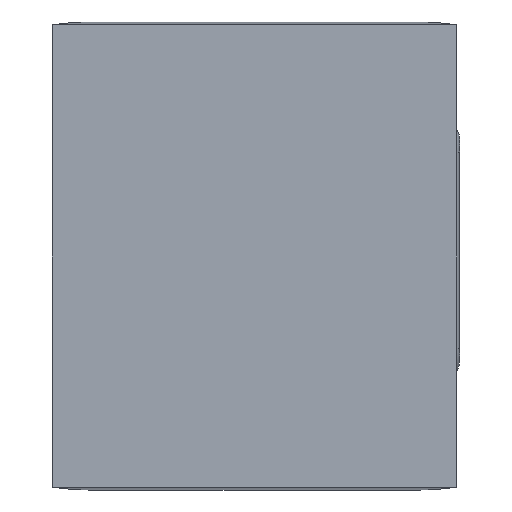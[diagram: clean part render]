
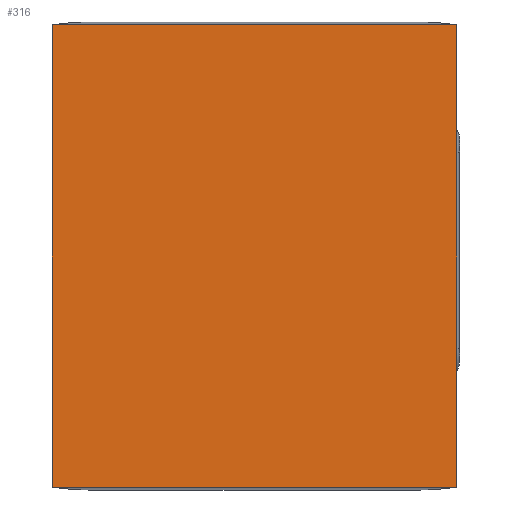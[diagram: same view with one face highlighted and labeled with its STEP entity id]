
A CAD part, left-side view. The second image highlights one B-rep face of the part: STEP entity #316.
In plain terms, the highlighted planar face has unit normal (-1, 0, 0).
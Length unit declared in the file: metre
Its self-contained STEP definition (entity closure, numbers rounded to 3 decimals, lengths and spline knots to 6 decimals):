
#316=ADVANCED_FACE('0:126',(#627),#628,.T.);
#627=FACE_OUTER_BOUND('',#950,.T.);
#628=PLANE('',#951);
#950=EDGE_LOOP('',(#1502,#1503,#1504,#1505));
#951=AXIS2_PLACEMENT_3D('',#1506,#1507,#1508);
#1502=ORIENTED_EDGE('',*,*,#2121,.T.);
#1503=ORIENTED_EDGE('',*,*,#2078,.T.);
#1504=ORIENTED_EDGE('',*,*,#2122,.F.);
#1505=ORIENTED_EDGE('',*,*,#2073,.T.);
#1506=CARTESIAN_POINT('',(-0.071433,0.003986,-0.000014));
#1507=DIRECTION('',(-1.0,0.0,0.0));
#1508=DIRECTION('',(0.0,0.0,1.0));
#2073=EDGE_CURVE('0:312',#2481,#2479,#2482,.T.);
#2078=EDGE_CURVE('0:324',#2490,#2488,#2491,.T.);
#2121=EDGE_CURVE('0:414',#2479,#2490,#2550,.T.);
#2122=EDGE_CURVE('0:417',#2481,#2488,#2551,.T.);
#2479=VERTEX_POINT('',#3006);
#2481=VERTEX_POINT('',#3009);
#2482=LINE('',#3010,#3011);
#2488=VERTEX_POINT('',#3019);
#2490=VERTEX_POINT('',#3022);
#2491=LINE('',#3023,#3024);
#2550=LINE('',#3100,#3101);
#2551=LINE('',#3102,#3103);
#3006=CARTESIAN_POINT('',(-0.071433,0.003986,0.034986));
#3009=CARTESIAN_POINT('',(-0.071433,0.003986,-0.000014));
#3010=CARTESIAN_POINT('',(-0.071433,0.003986,-0.000014));
#3011=VECTOR('',#3591,1.0);
#3019=CARTESIAN_POINT('',(-0.071433,0.043986,-0.000014));
#3022=CARTESIAN_POINT('',(-0.071433,0.043986,0.034986));
#3023=CARTESIAN_POINT('',(-0.071433,0.043986,-0.000014));
#3024=VECTOR('',#3595,1.0);
#3100=CARTESIAN_POINT('',(-0.071433,0.003986,0.034986));
#3101=VECTOR('',#3649,1.0);
#3102=CARTESIAN_POINT('',(-0.071433,0.003986,-0.000014));
#3103=VECTOR('',#3650,1.0);
#3591=DIRECTION('',(0.0,0.0,1.0));
#3595=DIRECTION('',(-0.0,-0.0,-1.0));
#3649=DIRECTION('',(0.0,1.0,0.0));
#3650=DIRECTION('',(0.0,1.0,0.0));
